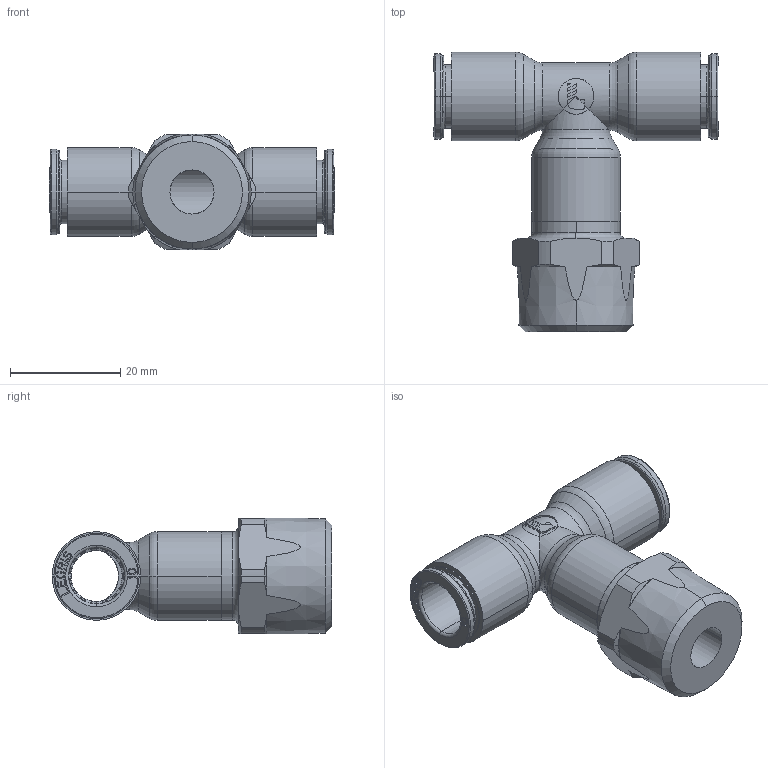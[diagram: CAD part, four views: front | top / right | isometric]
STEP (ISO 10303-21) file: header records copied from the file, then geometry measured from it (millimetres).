
FILE_DESCRIPTION(('STEP AP214'),'1');
FILE_NAME('6808_10_21.stp','2016-07-07T14:42:46',('TraceParts'),('TraceParts S.A.'),'Spatial InterOp 3D',' ',' ');
FILE_SCHEMA(('automotive_design'));
Length unit declared in the file: millimetre
Products named in the file (13): 6808 10 21|44110-19_ASM_1174#44110-19_ASM|44110-32_1170#44110-32;Solide1; 6808 10 21|44110-19_ASM_1174#44110-19_ASM|44110_1171#44110;Solide1; 6808 10 21|44110-19_ASM_1174#44110-19_ASM|44110-30_1172#44110-30;Solide1; 6808 10 21|44110-19_ASM_1174#44110-19_ASM|44110-40_1173#44110-40;Solide1; 6808 10 21|44110-19_ASM_1176#44110-19_ASM|44110-32_1170#44110-32;Solide1; 6808 10 21|44110-19_ASM_1176#44110-19_ASM|44110_1171#44110;Solide1; 6808 10 21|44110-19_ASM_1176#44110-19_ASM|44110-30_1172#44110-30;Solide1; 6808 10 21|44110-19_ASM_1176#44110-19_ASM|44110-40_1173#44110-40;Solide1; 6808 10 21|44520-04_1169#44520-04;Solide1; 6808 10 21|44320-66-69_1175#44320-66-69;Solide1; 6808 10 21|44110-11-10-ASM_1177#44110-11-10-ASM;Solide1; 6808 10 21|44110-11-10-ASM_1178#44110-11-10-ASM;Solide1; 6808 10 21|44110-11-10-ASM_1179#44110-11-10-ASM;Solide1
Bounding box: 51.8 x 50.8 x 21 mm (x, y, z)
Volume: 12077 mm3; surface area: 13954.1 mm2
Topology: 13 solids, 13 shells, 1454 faces, 3693 edges, 2313 vertices
Faces by surface type: plane 579, cylinder 269, torus 218, cone 208, bspline 180
Entity records: 63654 total; most frequent: CARTESIAN_POINT 17112, ORIENTED_EDGE 7386, DIRECTION 7055, EDGE_CURVE 3693, AXIS2_PLACEMENT_3D 2525, VERTEX_POINT 2313, LINE 2005, VECTOR 2005
